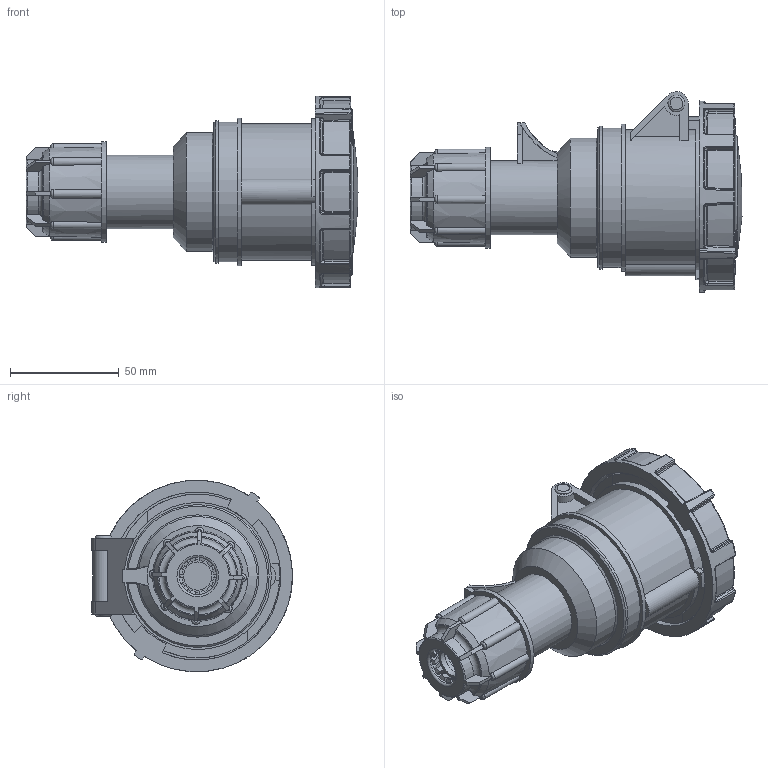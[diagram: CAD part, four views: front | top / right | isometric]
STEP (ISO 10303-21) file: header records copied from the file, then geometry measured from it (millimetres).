
FILE_DESCRIPTION (( 'STEP AP203' ), '1' );
FILE_NAME ('ps-2152-16-380.ÃÌ Ðîçåòêà ïåðåíîñíàÿ 2152 3Ð+ÐÅ 16À 380Â IP67 EKF PROxima.STEP', '2025-10-23T13:40:24', ( '' ), ( '' ), 'SwSTEP 2.0', 'SolidWorks 2021', '' );
FILE_SCHEMA (( 'CONFIG_CONTROL_DESIGN' ));
Length unit declared in the file: millimetre
Products named in the file (8): Êîïèÿ PS-1152-16-380.002 Êîðïóñ^ps-2152-16-380.ÃÌ Ðîçåòêà ïåðåíîñíàÿ 2152 3Ð+ÐÅ 16À 380Â IP67 EKF PROxima; Êîïèÿ çàæèì^ps-2152-16-380.ÃÌ Ðîçåòêà ïåðåíîñíàÿ 2152 3Ð+ÐÅ 16À 380Â IP67 EKF PROxima_00; Êîïèÿ ïðîêëàäêà ñàëüíèêà^ps-2152-16-380.ÃÌ Ðîçåòêà ïåðåíîñíàÿ 2152 3Ð+ÐÅ 16À 380Â IP67 EKF PROxima_00; ps-2152-16-380.ÃÌ Ðîçåòêà ïåðåíîñíàÿ 2152 3Ð+ÐÅ 16À 380Â IP67 EKF PROxima; Êîïèÿ PS-1152-16-380.004 Øïëèíò^ps-2152-16-380.ÃÌ Ðîçåòêà ïåðåíîñíàÿ 2152 3Ð+ÐÅ 16À 380Â IP67 EKF PROxima; Êîïèÿ Êîïèÿ PS-1152-16-380.003 Êðûøêà^ps-2152-16-380.ÃÌ Ðîçåòêà ïåðåíîñíàÿ 2152 3Ð+ÐÅ 16À 380Â IP67 EKF PROxima; Êîïèÿ Çàæèìíàÿ ãàéêà^ps-2152-16-380.ÃÌ Ðîçåòêà ïåðåíîñíàÿ 2152 3Ð+ÐÅ 16À 380Â IP67 EKF PROxima_00; Êîïèÿ êîðïóñ^ps-2152-16-380.ÃÌ Ðîçåòêà ïåðåíîñíàÿ 2152 3Ð+ÐÅ 16À 380Â IP67 EKF PROxima_00
Assembly tree (7 placements, depth 2):
  ps-2152-16-380.ÃÌ Ðîçåòêà ïåðåíîñíàÿ 2152 3Ð+ÐÅ 16À 380Â IP67 EKF PROxima
    Êîïèÿ PS-1152-16-380.002 Êîðïóñ^ps-2152-16-380.ÃÌ Ðîçåòêà ïåðåíîñíàÿ 2152 3Ð+ÐÅ 16À 380Â IP67 EKF PROxima
    Êîïèÿ Êîïèÿ PS-1152-16-380.003 Êðûøêà^ps-2152-16-380.ÃÌ Ðîçåòêà ïåðåíîñíàÿ 2152 3Ð+ÐÅ 16À 380Â IP67 EKF PROxima
    Êîïèÿ PS-1152-16-380.004 Øïëèíò^ps-2152-16-380.ÃÌ Ðîçåòêà ïåðåíîñíàÿ 2152 3Ð+ÐÅ 16À 380Â IP67 EKF PROxima
    Êîïèÿ êîðïóñ^ps-2152-16-380.ÃÌ Ðîçåòêà ïåðåíîñíàÿ 2152 3Ð+ÐÅ 16À 380Â IP67 EKF PROxima_00
    Êîïèÿ çàæèì^ps-2152-16-380.ÃÌ Ðîçåòêà ïåðåíîñíàÿ 2152 3Ð+ÐÅ 16À 380Â IP67 EKF PROxima_00
    Êîïèÿ Çàæèìíàÿ ãàéêà^ps-2152-16-380.ÃÌ Ðîçåòêà ïåðåíîñíàÿ 2152 3Ð+ÐÅ 16À 380Â IP67 EKF PROxima_00
    Êîïèÿ ïðîêëàäêà ñàëüíèêà^ps-2152-16-380.ÃÌ Ðîçåòêà ïåðåíîñíàÿ 2152 3Ð+ÐÅ 16À 380Â IP67 EKF PROxima_00
Bounding box: 152.91 x 92.44 x 88.23 mm (x, y, z)
Volume: 269037.3 mm3; surface area: 105785.4 mm2
Topology: 7 solids, 7 shells, 661 faces, 1663 edges, 1024 vertices
Faces by surface type: plane 252, bspline 137, cylinder 119, torus 75, cone 57, sphere 21
Full cylindrical faces by diameter (mm): 6.5 x4, 7 x4, 8.3 x1, 8.35 x1, 11.75 x4, 13 x1, 15.5 x1, 17.15 x1, 22.25 x1, 25.5 x1, 26.5 x1, 28.5 x2, 30 x1, 30.5 x1, 30.75 x1, 34 x1, 37.5 x1, 38.25 x1, 45.35 x1, 46.5 x1, 54.75 x1, 54.8 x1, 55.5 x1, 55.65 x1, 64.25 x1, 65.8 x1, 67.8 x1
Entity records: 23944 total; most frequent: CARTESIAN_POINT 8828, ORIENTED_EDGE 3134, DIRECTION 2727, EDGE_CURVE 1567, AXIS2_PLACEMENT_3D 1136, VERTEX_POINT 1009, EDGE_LOOP 764, FACE_OUTER_BOUND 701
